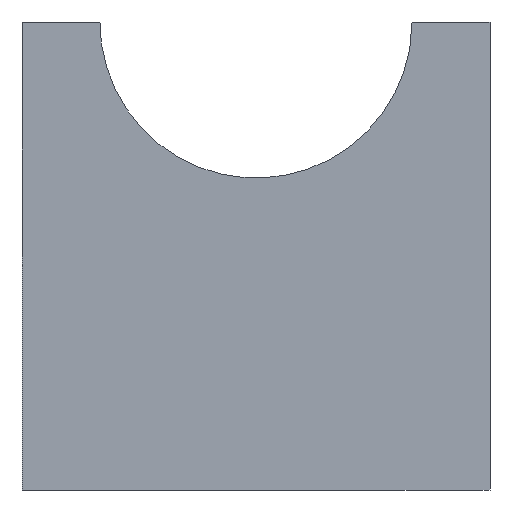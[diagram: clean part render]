
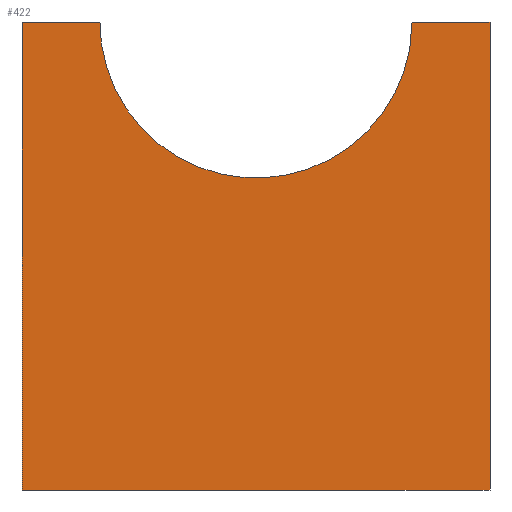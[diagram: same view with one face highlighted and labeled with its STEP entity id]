
A CAD part, front view. The second image highlights one B-rep face of the part: STEP entity #422.
In plain terms, the highlighted free-form (B-spline) face has degree [1, 1] with [2, 2] control points.
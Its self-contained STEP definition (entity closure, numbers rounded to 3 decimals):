
#72 = VERTEX_POINT('',#73);
#73 = CARTESIAN_POINT('',(0.,-48.326,0.));
#86 = VERTEX_POINT('',#87);
#87 = CARTESIAN_POINT('',(40.271,-48.326,0.));
#92 = EDGE_CURVE('',#72,#86,#93,.T.);
#93 = B_SPLINE_CURVE_WITH_KNOTS('',1,(#94,#95),.UNSPECIFIED.,.F.,.F.,(2,
    2),(0.,30.),.PIECEWISE_BEZIER_KNOTS.);
#94 = CARTESIAN_POINT('',(0.,-48.326,0.));
#95 = CARTESIAN_POINT('',(40.271,-48.326,0.));
#105 = EDGE_CURVE('',#106,#108,#110,.T.);
#106 = VERTEX_POINT('',#107);
#107 = CARTESIAN_POINT('',(6.712,-48.326,
    40.271));
#108 = VERTEX_POINT('',#109);
#109 = CARTESIAN_POINT('',(0.,-48.326,40.271));
#110 = B_SPLINE_CURVE_WITH_KNOTS('',1,(#111,#112),.UNSPECIFIED.,.F.,.F.,
  (2,2),(-5.,-0.),.PIECEWISE_BEZIER_KNOTS.);
#111 = CARTESIAN_POINT('',(6.712,-48.326,
    40.271));
#112 = CARTESIAN_POINT('',(0.,-48.326,40.271));
#256 = EDGE_CURVE('',#108,#72,#257,.T.);
#257 = B_SPLINE_CURVE_WITH_KNOTS('',1,(#258,#259),.UNSPECIFIED.,.F.,.F.,
  (2,2),(-30.,-0.),.PIECEWISE_BEZIER_KNOTS.);
#258 = CARTESIAN_POINT('',(0.,-48.326,40.271));
#259 = CARTESIAN_POINT('',(0.,-48.326,0.));
#322 = VERTEX_POINT('',#323);
#323 = CARTESIAN_POINT('',(40.271,-48.326,
    40.271));
#328 = EDGE_CURVE('',#86,#322,#329,.T.);
#329 = B_SPLINE_CURVE_WITH_KNOTS('',1,(#330,#331),.UNSPECIFIED.,.F.,.F.,
  (2,2),(0.,30.),.PIECEWISE_BEZIER_KNOTS.);
#330 = CARTESIAN_POINT('',(40.271,-48.326,0.));
#331 = CARTESIAN_POINT('',(40.271,-48.326,
    40.271));
#406 = VERTEX_POINT('',#407);
#407 = CARTESIAN_POINT('',(33.56,-48.326,
    40.271));
#412 = EDGE_CURVE('',#322,#406,#413,.T.);
#413 = B_SPLINE_CURVE_WITH_KNOTS('',1,(#414,#415),.UNSPECIFIED.,.F.,.F.,
  (2,2),(-30.,-25.),.PIECEWISE_BEZIER_KNOTS.);
#414 = CARTESIAN_POINT('',(40.271,-48.326,
    40.271));
#415 = CARTESIAN_POINT('',(33.56,-48.326,
    40.271));
#422 = ADVANCED_FACE('',(#423),#438,.F.);
#423 = FACE_BOUND('',#424,.T.);
#424 = EDGE_LOOP('',(#425,#426,#434,#435,#436,#437));
#425 = ORIENTED_EDGE('',*,*,#412,.T.);
#426 = ORIENTED_EDGE('',*,*,#427,.T.);
#427 = EDGE_CURVE('',#406,#106,#428,.T.);
#428 = ( BOUNDED_CURVE() B_SPLINE_CURVE(2,(#429,#430,#431,#432,#433),
.UNSPECIFIED.,.F.,.F.) B_SPLINE_CURVE_WITH_KNOTS((3,2,3),(1.571
,3.142,4.712),.PIECEWISE_BEZIER_KNOTS.) CURVE() 
GEOMETRIC_REPRESENTATION_ITEM() RATIONAL_B_SPLINE_CURVE((1.,
0.707,1.,0.707,1.)) REPRESENTATION_ITEM('') );
#429 = CARTESIAN_POINT('',(33.56,-48.326,
    40.271));
#430 = CARTESIAN_POINT('',(33.56,-48.326,
    26.848));
#431 = CARTESIAN_POINT('',(20.136,-48.326,
    26.848));
#432 = CARTESIAN_POINT('',(6.712,-48.326,
    26.848));
#433 = CARTESIAN_POINT('',(6.712,-48.326,
    40.271));
#434 = ORIENTED_EDGE('',*,*,#105,.T.);
#435 = ORIENTED_EDGE('',*,*,#256,.T.);
#436 = ORIENTED_EDGE('',*,*,#92,.T.);
#437 = ORIENTED_EDGE('',*,*,#328,.T.);
#438 = B_SPLINE_SURFACE_WITH_KNOTS('',1,1,(
    (#439,#440)
    ,(#441,#442
    )),.UNSPECIFIED.,.F.,.F.,.F.,(2,2),(2,2),(0.,30.),(0.,30.),
  .PIECEWISE_BEZIER_KNOTS.);
#439 = CARTESIAN_POINT('',(0.,-48.326,0.));
#440 = CARTESIAN_POINT('',(40.271,-48.326,0.));
#441 = CARTESIAN_POINT('',(0.,-48.326,40.271));
#442 = CARTESIAN_POINT('',(40.271,-48.326,
    40.271));
